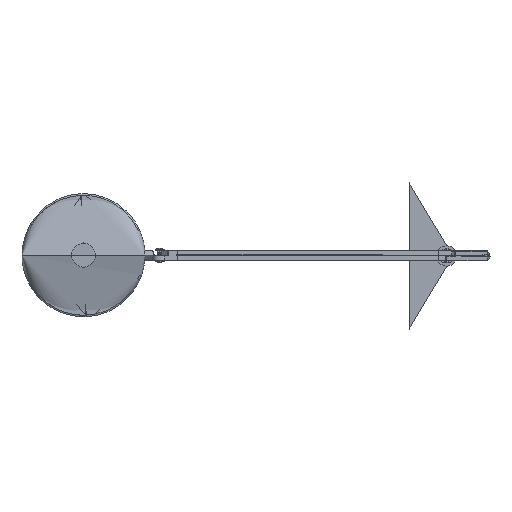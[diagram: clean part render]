
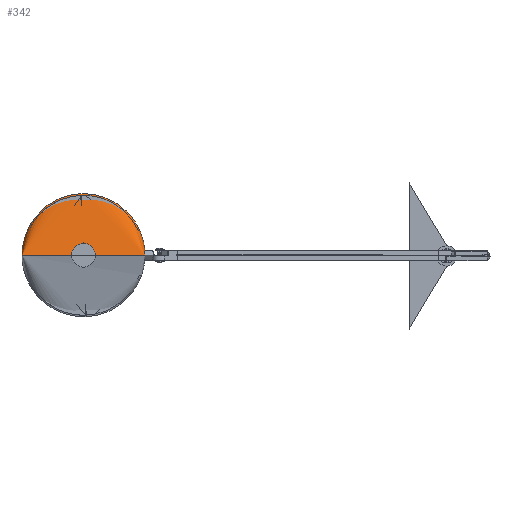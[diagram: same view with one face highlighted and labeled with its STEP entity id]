
A CAD part, top view. The second image highlights one B-rep face of the part: STEP entity #342.
In plain terms, the highlighted free-form (B-spline) face has degree [2, 1] with [5, 2] control points.
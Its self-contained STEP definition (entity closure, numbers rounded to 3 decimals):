
#342=ADVANCED_FACE($,(#686),#4339,.T.);
#686=FACE_OUTER_BOUND($,#1040,.T.);
#1040=EDGE_LOOP($,(#2163,#2164,#2165,#2166,#2167,#2168,#2169));
#2163=ORIENTED_EDGE($,*,*,#3371,.T.);
#2164=ORIENTED_EDGE($,*,*,#3374,.T.);
#2165=ORIENTED_EDGE($,*,*,#3329,.T.);
#2166=ORIENTED_EDGE($,*,*,#3372,.T.);
#2167=ORIENTED_EDGE($,*,*,#3351,.F.);
#2168=ORIENTED_EDGE($,*,*,#3353,.F.);
#2169=ORIENTED_EDGE($,*,*,#3346,.T.);
#3329=EDGE_CURVE($,#3997,#4029,#5246,.T.);
#3346=EDGE_CURVE($,#4009,#4008,#4766,.T.);
#3351=EDGE_CURVE($,#4012,#4013,#4770,.T.);
#3353=EDGE_CURVE($,#4009,#4012,#5256,.T.);
#3371=EDGE_CURVE($,#4008,#4028,#5258,.T.);
#3372=EDGE_CURVE($,#4029,#4013,#5259,.T.);
#3374=EDGE_CURVE($,#4028,#3997,#5261,.T.);
#3997=VERTEX_POINT($,#10394);
#4008=VERTEX_POINT($,#10405);
#4009=VERTEX_POINT($,#10406);
#4012=VERTEX_POINT($,#10409);
#4013=VERTEX_POINT($,#10410);
#4028=VERTEX_POINT($,#10425);
#4029=VERTEX_POINT($,#10426);
#4339=(
BOUNDED_SURFACE()
B_SPLINE_SURFACE(2,1,((#10325,#10326),(#10327,#10328),(#10329,#10330),(#10331,
#10332),(#10333,#10334)),.UNSPECIFIED.,.F.,.F.,.F.)
B_SPLINE_SURFACE_WITH_KNOTS((3,2,3),(2,2),(0.,1.571,3.142),
(1.221,13.428),.UNSPECIFIED.)
GEOMETRIC_REPRESENTATION_ITEM()
RATIONAL_B_SPLINE_SURFACE(((1.,1.),(0.707,0.707),
(1.,1.),(0.707,0.707),(1.,1.)))
REPRESENTATION_ITEM($)
SURFACE()
);
#4766=(
BOUNDED_CURVE()
B_SPLINE_CURVE(2,(#10037,#10038,#10039,#10040,#10041),.UNSPECIFIED.,.F.,
.F.)
B_SPLINE_CURVE_WITH_KNOTS((3,2,3),(156.41,234.616,312.821),
.UNSPECIFIED.)
CURVE()
GEOMETRIC_REPRESENTATION_ITEM()
RATIONAL_B_SPLINE_CURVE((1.,0.707,1.,0.707,1.))
REPRESENTATION_ITEM($)
);
#4770=(
BOUNDED_CURVE()
B_SPLINE_CURVE(2,(#10057,#10058,#10059,#10060,#10061),.UNSPECIFIED.,.F.,
.F.)
B_SPLINE_CURVE_WITH_KNOTS((3,2,3),(-314.159,-235.619,-157.08),
.UNSPECIFIED.)
CURVE()
GEOMETRIC_REPRESENTATION_ITEM()
RATIONAL_B_SPLINE_CURVE((1.,0.707,1.,0.707,1.))
REPRESENTATION_ITEM($)
);
#5246=B_SPLINE_CURVE_WITH_KNOTS($,3,(#9535,#9536,#9537,#9538,#9539,#9540,
#9541,#9542,#9543,#9544,#9545,#9546,#9547,#9548,#9549,#9550),.UNSPECIFIED.,
.F.,.F.,(4,2,2,2,2,2,2,4),(-0.5,-0.372,-0.243,-0.115,
-0.084,-0.069,-0.065,-0.064),
.UNSPECIFIED.);
#5256=B_SPLINE_CURVE_WITH_KNOTS($,1,(#10067,#10068),.UNSPECIFIED.,.F.,.F.,
(2,2),(1.221,13.428),.UNSPECIFIED.);
#5258=B_SPLINE_CURVE_WITH_KNOTS($,1,(#10121,#10122),.UNSPECIFIED.,.F.,.F.,
(2,2),(1.221,2.93),.UNSPECIFIED.);
#5259=B_SPLINE_CURVE_WITH_KNOTS($,1,(#10123,#10124),.UNSPECIFIED.,.F.,.F.,
(2,2),(11.427,13.428),.UNSPECIFIED.);
#5261=B_SPLINE_CURVE_WITH_KNOTS($,3,(#10133,#10134,#10135,#10136,#10137,
#10138),.UNSPECIFIED.,.F.,.F.,(4,2,4),(-0.632,-0.552,
-0.505),.UNSPECIFIED.);
#9535=CARTESIAN_POINT($,(-215.605,24.939,308.262));
#9536=CARTESIAN_POINT($,(-215.634,25.632,307.554));
#9537=CARTESIAN_POINT($,(-215.649,25.921,306.846));
#9538=CARTESIAN_POINT($,(-215.649,26.208,305.429));
#9539=CARTESIAN_POINT($,(-215.633,26.176,304.72));
#9540=CARTESIAN_POINT($,(-215.571,25.725,303.304));
#9541=CARTESIAN_POINT($,(-215.525,25.374,302.595));
#9542=CARTESIAN_POINT($,(-215.452,24.234,301.716));
#9543=CARTESIAN_POINT($,(-215.435,23.953,301.546));
#9544=CARTESIAN_POINT($,(-215.41,23.334,301.29));
#9545=CARTESIAN_POINT($,(-215.402,23.141,301.204));
#9546=CARTESIAN_POINT($,(-215.391,22.574,301.098));
#9547=CARTESIAN_POINT($,(-215.389,22.49,301.076));
#9548=CARTESIAN_POINT($,(-215.387,22.11,301.05));
#9549=CARTESIAN_POINT($,(-215.386,22.009,301.05));
#9550=CARTESIAN_POINT($,(-215.387,21.903,301.052));
#10037=CARTESIAN_POINT($,(-315.138,21.903,311.25));
#10038=CARTESIAN_POINT($,(-315.138,71.69,311.25));
#10039=CARTESIAN_POINT($,(-265.351,71.69,311.249));
#10040=CARTESIAN_POINT($,(-215.564,71.69,311.247));
#10041=CARTESIAN_POINT($,(-215.564,21.903,311.247));
#10057=CARTESIAN_POINT($,(-315.351,21.903,299.045));
#10058=CARTESIAN_POINT($,(-315.351,71.903,299.045));
#10059=CARTESIAN_POINT($,(-265.351,71.903,299.045));
#10060=CARTESIAN_POINT($,(-215.351,71.903,299.045));
#10061=CARTESIAN_POINT($,(-215.351,21.903,299.045));
#10067=CARTESIAN_POINT($,(-315.138,21.903,311.25));
#10068=CARTESIAN_POINT($,(-315.351,21.903,299.045));
#10121=CARTESIAN_POINT($,(-215.564,21.903,311.25));
#10122=CARTESIAN_POINT($,(-215.534,21.903,309.542));
#10123=CARTESIAN_POINT($,(-215.386,21.903,301.046));
#10124=CARTESIAN_POINT($,(-215.351,21.903,299.045));
#10133=CARTESIAN_POINT($,(-215.534,21.903,309.542));
#10134=CARTESIAN_POINT($,(-215.536,22.622,309.54));
#10135=CARTESIAN_POINT($,(-215.551,23.333,309.357));
#10136=CARTESIAN_POINT($,(-215.581,24.317,308.814));
#10137=CARTESIAN_POINT($,(-215.593,24.65,308.559));
#10138=CARTESIAN_POINT($,(-215.605,24.939,308.262));
#10325=CARTESIAN_POINT($,(-315.138,21.903,311.25));
#10326=CARTESIAN_POINT($,(-315.351,21.903,299.045));
#10327=CARTESIAN_POINT($,(-315.138,71.69,311.25));
#10328=CARTESIAN_POINT($,(-315.351,71.903,299.045));
#10329=CARTESIAN_POINT($,(-265.351,71.69,311.25));
#10330=CARTESIAN_POINT($,(-265.351,71.903,299.045));
#10331=CARTESIAN_POINT($,(-215.564,71.69,311.25));
#10332=CARTESIAN_POINT($,(-215.351,71.903,299.045));
#10333=CARTESIAN_POINT($,(-215.564,21.903,311.25));
#10334=CARTESIAN_POINT($,(-215.351,21.903,299.045));
#10394=CARTESIAN_POINT($,(-215.605,24.939,308.262));
#10405=CARTESIAN_POINT($,(-215.564,21.903,311.247));
#10406=CARTESIAN_POINT($,(-315.138,21.903,311.25));
#10409=CARTESIAN_POINT($,(-315.351,21.903,299.045));
#10410=CARTESIAN_POINT($,(-215.351,21.903,299.045));
#10425=CARTESIAN_POINT($,(-215.534,21.903,309.542));
#10426=CARTESIAN_POINT($,(-215.386,21.903,301.046));
